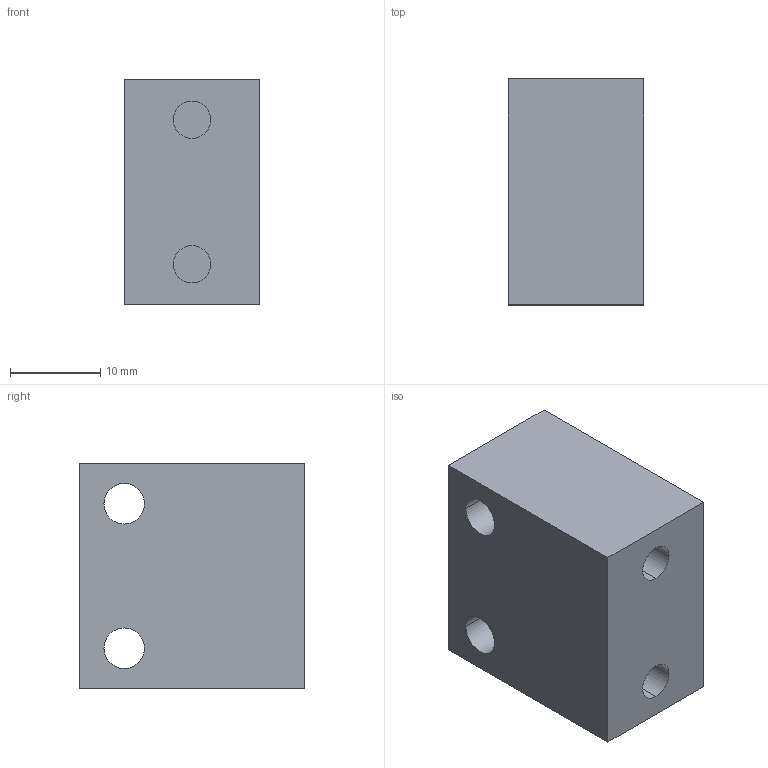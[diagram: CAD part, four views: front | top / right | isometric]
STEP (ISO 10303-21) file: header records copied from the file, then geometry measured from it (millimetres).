
FILE_DESCRIPTION (( 'STEP AP214' ), '1' );
FILE_NAME ('OR-25_Airtec.step', '2018-11-27T13:07:05', ( '' ), ( '' ), 'SwSTEP 2.0', 'SolidWorks 2010', '' );
FILE_SCHEMA (( 'AUTOMOTIVE_DESIGN' ));
Length unit declared in the file: millimetre
Products named in the file (1): OR-25_Airtec
Bounding box: 15 x 25 x 25 mm (x, y, z)
Volume: 8635.5 mm3; surface area: 3382.4 mm2
Topology: 1 solids, 1 shells, 112 faces, 303 edges, 202 vertices
Faces by surface type: plane 102, cylinder 10
Entity records: 3509 total; most frequent: CARTESIAN_POINT 618, ORIENTED_EDGE 606, DIRECTION 549, EDGE_CURVE 303, VECTOR 283, LINE 283, VERTEX_POINT 202, AXIS2_PLACEMENT_3D 133
